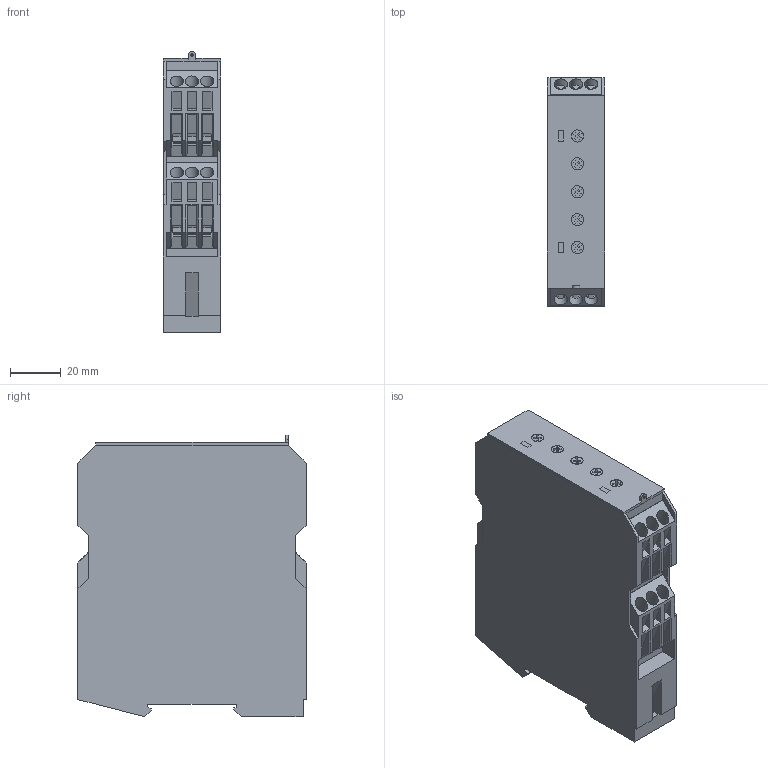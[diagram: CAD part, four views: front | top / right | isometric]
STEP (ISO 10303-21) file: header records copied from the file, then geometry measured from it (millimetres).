
FILE_DESCRIPTION(('Creo Elements/Direct Modeling STEP Export'),'2;1');
FILE_NAME('model.stp','2020-06-03T11:49:05',(''),(''),'Creo Elements/Direct Modeling STEP processor for AP214 (Solid Model)','Creo Elements/Direct Modeling 20.1A 29-Sep-2018 (C) Parametric Technology GmbH','');
FILE_SCHEMA(('AUTOMOTIVE_DESIGN { 1 0 10303 214 1 1 1 1 }'));
Length unit declared in the file: millimetre
Products named in the file (2): ETD-SL-2T-I-select
Assembly tree (1 placements, depth 2):
  ETD-SL-2T-I-select
    ETD-SL-2T-I-select
Bounding box: 22.5 x 90 x 111 mm (x, y, z)
Volume: 198324.9 mm3; surface area: 33779.6 mm2
Topology: 1 solids, 1 shells, 665 faces, 1974 edges, 1343 vertices
Faces by surface type: plane 598, cylinder 37, extrusion 30
Entity records: 27942 total; most frequent: CARTESIAN_POINT 5771, ORIENTED_EDGE 3948, DIRECTION 2840, EDGE_CURVE 1974, VECTOR 1604, LINE 1574, VERTEX_POINT 1343, EDGE_LOOP 701
